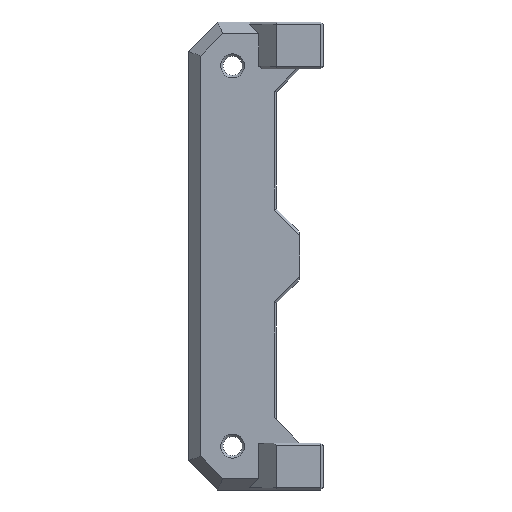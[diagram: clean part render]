
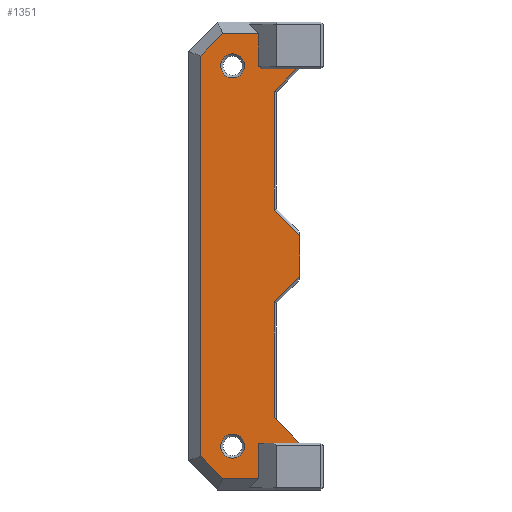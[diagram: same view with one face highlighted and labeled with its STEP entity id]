
A CAD part, front view. The second image highlights one B-rep face of the part: STEP entity #1351.
In plain terms, the highlighted planar face has unit normal (0, -1, 0).
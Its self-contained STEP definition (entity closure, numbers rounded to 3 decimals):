
#29=FACE_BOUND('',#151,.T.);
#30=FACE_BOUND('',#152,.T.);
#35=CIRCLE('',#1451,2.05);
#36=CIRCLE('',#1452,2.05);
#65=FACE_OUTER_BOUND('',#150,.T.);
#150=EDGE_LOOP('',(#994,#995,#996,#997,#998,#999,#1000,#1001,#1002,#1003,
#1004,#1005,#1006,#1007,#1008,#1009,#1010));
#151=EDGE_LOOP('',(#1011));
#152=EDGE_LOOP('',(#1012));
#226=LINE('',#1923,#404);
#228=LINE('',#1928,#406);
#233=LINE('',#1938,#411);
#236=LINE('',#1944,#414);
#240=LINE('',#1950,#418);
#282=LINE('',#2041,#460);
#289=LINE('',#2055,#467);
#290=LINE('',#2057,#468);
#291=LINE('',#2059,#469);
#292=LINE('',#2061,#470);
#293=LINE('',#2062,#471);
#294=LINE('',#2064,#472);
#295=LINE('',#2066,#473);
#296=LINE('',#2068,#474);
#297=LINE('',#2070,#475);
#298=LINE('',#2072,#476);
#299=LINE('',#2073,#477);
#404=VECTOR('',#1546,10.);
#406=VECTOR('',#1550,10.);
#411=VECTOR('',#1557,10.);
#414=VECTOR('',#1562,10.);
#418=VECTOR('',#1568,10.);
#460=VECTOR('',#1636,10.);
#467=VECTOR('',#1649,10.);
#468=VECTOR('',#1650,10.);
#469=VECTOR('',#1651,10.);
#470=VECTOR('',#1652,10.);
#471=VECTOR('',#1653,10.);
#472=VECTOR('',#1654,10.);
#473=VECTOR('',#1655,10.);
#474=VECTOR('',#1656,10.);
#475=VECTOR('',#1657,10.);
#476=VECTOR('',#1658,10.);
#477=VECTOR('',#1659,10.);
#580=VERTEX_POINT('',#1920);
#581=VERTEX_POINT('',#1922);
#582=VERTEX_POINT('',#1926);
#583=VERTEX_POINT('',#1927);
#587=VERTEX_POINT('',#1937);
#589=VERTEX_POINT('',#1943);
#625=VERTEX_POINT('',#2038);
#626=VERTEX_POINT('',#2040);
#630=VERTEX_POINT('',#2054);
#631=VERTEX_POINT('',#2056);
#632=VERTEX_POINT('',#2058);
#633=VERTEX_POINT('',#2060);
#634=VERTEX_POINT('',#2063);
#635=VERTEX_POINT('',#2065);
#636=VERTEX_POINT('',#2067);
#637=VERTEX_POINT('',#2069);
#638=VERTEX_POINT('',#2071);
#639=VERTEX_POINT('',#2074);
#640=VERTEX_POINT('',#2076);
#698=EDGE_CURVE('',#580,#581,#226,.T.);
#700=EDGE_CURVE('',#582,#583,#228,.T.);
#705=EDGE_CURVE('',#581,#587,#233,.T.);
#708=EDGE_CURVE('',#587,#589,#236,.T.);
#712=EDGE_CURVE('',#589,#582,#240,.T.);
#757=EDGE_CURVE('',#626,#625,#282,.T.);
#764=EDGE_CURVE('',#630,#580,#289,.T.);
#765=EDGE_CURVE('',#630,#631,#290,.T.);
#766=EDGE_CURVE('',#632,#631,#291,.T.);
#767=EDGE_CURVE('',#633,#632,#292,.T.);
#768=EDGE_CURVE('',#626,#633,#293,.T.);
#769=EDGE_CURVE('',#634,#625,#294,.T.);
#770=EDGE_CURVE('',#635,#634,#295,.T.);
#771=EDGE_CURVE('',#636,#635,#296,.T.);
#772=EDGE_CURVE('',#636,#637,#297,.T.);
#773=EDGE_CURVE('',#638,#637,#298,.F.);
#774=EDGE_CURVE('',#583,#638,#299,.T.);
#775=EDGE_CURVE('',#639,#639,#35,.T.);
#776=EDGE_CURVE('',#640,#640,#36,.T.);
#994=ORIENTED_EDGE('',*,*,#698,.F.);
#995=ORIENTED_EDGE('',*,*,#764,.F.);
#996=ORIENTED_EDGE('',*,*,#765,.T.);
#997=ORIENTED_EDGE('',*,*,#766,.F.);
#998=ORIENTED_EDGE('',*,*,#767,.F.);
#999=ORIENTED_EDGE('',*,*,#768,.F.);
#1000=ORIENTED_EDGE('',*,*,#757,.T.);
#1001=ORIENTED_EDGE('',*,*,#769,.F.);
#1002=ORIENTED_EDGE('',*,*,#770,.F.);
#1003=ORIENTED_EDGE('',*,*,#771,.F.);
#1004=ORIENTED_EDGE('',*,*,#772,.T.);
#1005=ORIENTED_EDGE('',*,*,#773,.F.);
#1006=ORIENTED_EDGE('',*,*,#774,.F.);
#1007=ORIENTED_EDGE('',*,*,#700,.F.);
#1008=ORIENTED_EDGE('',*,*,#712,.F.);
#1009=ORIENTED_EDGE('',*,*,#708,.F.);
#1010=ORIENTED_EDGE('',*,*,#705,.F.);
#1011=ORIENTED_EDGE('',*,*,#775,.F.);
#1012=ORIENTED_EDGE('',*,*,#776,.F.);
#1280=PLANE('',#1450);
#1351=ADVANCED_FACE('',(#65,#29,#30),#1280,.T.);
#1450=AXIS2_PLACEMENT_3D('',#2053,#1647,#1648);
#1451=AXIS2_PLACEMENT_3D('',#2075,#1660,#1661);
#1452=AXIS2_PLACEMENT_3D('',#2077,#1662,#1663);
#1546=DIRECTION('',(-1.,0.,0.));
#1550=DIRECTION('',(1.,0.,0.));
#1557=DIRECTION('',(-0.707,0.,0.707));
#1562=DIRECTION('',(0.,0.,1.));
#1568=DIRECTION('',(0.707,0.,0.707));
#1636=DIRECTION('',(0.,0.,1.));
#1647=DIRECTION('center_axis',(0.,-1.,0.));
#1648=DIRECTION('ref_axis',(1.,0.,0.));
#1649=DIRECTION('',(0.,0.,-1.));
#1650=DIRECTION('',(1.,0.,0.));
#1651=DIRECTION('',(0.707,0.,-0.707));
#1652=DIRECTION('',(0.,0.,-1.));
#1653=DIRECTION('',(-0.707,0.,-0.707));
#1654=DIRECTION('',(0.707,0.,-0.707));
#1655=DIRECTION('',(0.,0.,-1.));
#1656=DIRECTION('',(-0.707,0.,-0.707));
#1657=DIRECTION('',(-1.,0.,0.));
#1658=DIRECTION('',(-0.816,0.,0.577));
#1659=DIRECTION('',(0.,0.,-1.));
#1660=DIRECTION('center_axis',(0.,-1.,0.));
#1661=DIRECTION('ref_axis',(1.,0.,0.));
#1662=DIRECTION('center_axis',(0.,-1.,0.));
#1663=DIRECTION('ref_axis',(1.,0.,0.));
#1920=CARTESIAN_POINT('',(16.,0.,2.));
#1922=CARTESIAN_POINT('',(9.828,0.,2.));
#1923=CARTESIAN_POINT('',(4.75,0.,2.));
#1926=CARTESIAN_POINT('',(9.828,0.,78.));
#1927=CARTESIAN_POINT('',(16.,0.,78.));
#1928=CARTESIAN_POINT('',(4.75,0.,78.));
#1937=CARTESIAN_POINT('',(6.,0.,5.828));
#1938=CARTESIAN_POINT('',(6.914,0.,4.914));
#1943=CARTESIAN_POINT('',(6.,0.,74.172));
#1944=CARTESIAN_POINT('',(6.,0.,0.));
#1950=CARTESIAN_POINT('',(-13.086,0.,55.086));
#2038=CARTESIAN_POINT('',(23.,0.,43.434));
#2040=CARTESIAN_POINT('',(23.,0.,36.566));
#2041=CARTESIAN_POINT('',(23.,0.,36.));
#2053=CARTESIAN_POINT('Origin',(0.,0.,0.));
#2054=CARTESIAN_POINT('',(16.,0.,8.));
#2055=CARTESIAN_POINT('',(16.,0.,4.));
#2056=CARTESIAN_POINT('',(23.,0.,8.));
#2057=CARTESIAN_POINT('',(9.5,0.,8.));
#2058=CARTESIAN_POINT('',(18.6,0.,12.4));
#2059=CARTESIAN_POINT('',(18.25,0.,12.75));
#2060=CARTESIAN_POINT('',(18.6,0.,32.166));
#2061=CARTESIAN_POINT('',(18.6,0.,0.));
#2062=CARTESIAN_POINT('',(6.967,0.,20.533));
#2063=CARTESIAN_POINT('',(18.6,0.,47.834));
#2064=CARTESIAN_POINT('',(26.967,0.,39.467));
#2065=CARTESIAN_POINT('',(18.6,0.,68.166));
#2066=CARTESIAN_POINT('',(18.6,0.,0.));
#2067=CARTESIAN_POINT('',(22.434,0.,72.));
#2068=CARTESIAN_POINT('',(-2.033,0.,47.533));
#2069=CARTESIAN_POINT('',(16.566,0.,72.));
#2070=CARTESIAN_POINT('',(9.5,0.,72.));
#2071=CARTESIAN_POINT('',(16.,0.,72.4));
#2072=CARTESIAN_POINT('',(28.326,0.,63.684));
#2073=CARTESIAN_POINT('',(16.,0.,40.));
#2074=CARTESIAN_POINT('',(9.45,0.,72.5));
#2075=CARTESIAN_POINT('Origin',(11.5,0.,72.5));
#2076=CARTESIAN_POINT('',(9.45,0.,7.5));
#2077=CARTESIAN_POINT('Origin',(11.5,0.,7.5));
